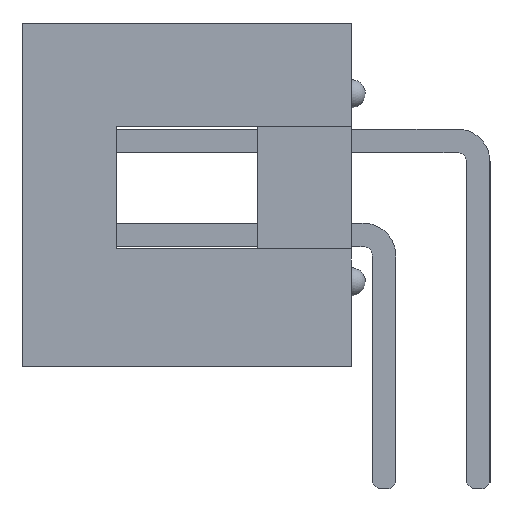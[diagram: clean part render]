
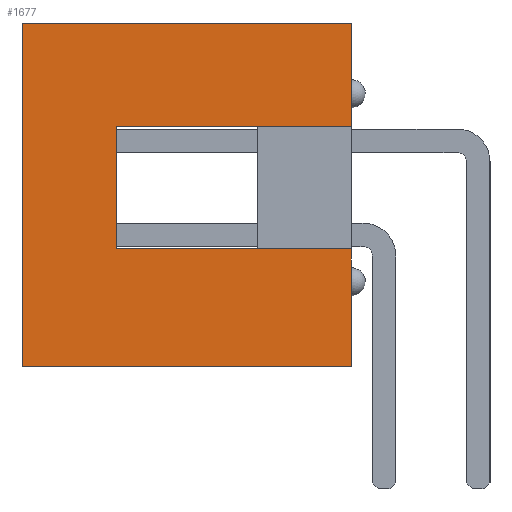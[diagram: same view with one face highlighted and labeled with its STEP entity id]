
A CAD part, left-side view. The second image highlights one B-rep face of the part: STEP entity #1677.
In plain terms, the highlighted planar face has unit normal (-1, 0, 0).
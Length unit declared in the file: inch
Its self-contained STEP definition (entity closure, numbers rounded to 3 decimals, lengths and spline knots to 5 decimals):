
#1677 = ADVANCED_FACE( '', ( #3789 ), #3790, .F. );
#3789 = FACE_OUTER_BOUND( '', #6361, .T. );
#3790 = PLANE( '', #6362 );
#6361 = EDGE_LOOP( '', ( #11372, #11373, #11374, #11375, #11376, #11377, #11378, #11379 ) );
#6362 = AXIS2_PLACEMENT_3D( '', #11380, #11381, #11382 );
#11372 = ORIENTED_EDGE( '', *, *, #18279, .F. );
#11373 = ORIENTED_EDGE( '', *, *, #18280, .F. );
#11374 = ORIENTED_EDGE( '', *, *, #18281, .F. );
#11375 = ORIENTED_EDGE( '', *, *, #18282, .F. );
#11376 = ORIENTED_EDGE( '', *, *, #18283, .T. );
#11377 = ORIENTED_EDGE( '', *, *, #16915, .T. );
#11378 = ORIENTED_EDGE( '', *, *, #18284, .F. );
#11379 = ORIENTED_EDGE( '', *, *, #16857, .F. );
#11380 = CARTESIAN_POINT( '', ( -1.325, 0., 0. ) );
#11381 = DIRECTION( '', ( 1., 0., 0. ) );
#11382 = DIRECTION( '', ( 0., 0., -1. ) );
#16857 = EDGE_CURVE( '', #20701, #20703, #20704, .T. );
#16915 = EDGE_CURVE( '', #20801, #20799, #20802, .T. );
#18279 = EDGE_CURVE( '', #22991, #20701, #22992, .T. );
#18280 = EDGE_CURVE( '', #22993, #22991, #22994, .T. );
#18281 = EDGE_CURVE( '', #22995, #22993, #22996, .T. );
#18282 = EDGE_CURVE( '', #22997, #22995, #22998, .T. );
#18283 = EDGE_CURVE( '', #22997, #20801, #22999, .T. );
#18284 = EDGE_CURVE( '', #20703, #20799, #23000, .T. );
#20701 = VERTEX_POINT( '', #26198 );
#20703 = VERTEX_POINT( '', #26201 );
#20704 = LINE( '', #26202, #26203 );
#20799 = VERTEX_POINT( '', #26336 );
#20801 = VERTEX_POINT( '', #26339 );
#20802 = LINE( '', #26340, #26341 );
#22991 = VERTEX_POINT( '', #29551 );
#22992 = LINE( '', #29552, #29553 );
#22993 = VERTEX_POINT( '', #29554 );
#22994 = LINE( '', #29555, #29556 );
#22995 = VERTEX_POINT( '', #29557 );
#22996 = LINE( '', #29558, #29559 );
#22997 = VERTEX_POINT( '', #29560 );
#22998 = LINE( '', #29561, #29562 );
#22999 = LINE( '', #29563, #29564 );
#23000 = LINE( '', #29565, #29566 );
#26198 = CARTESIAN_POINT( '', ( -1.325, 0.35, 0.175 ) );
#26201 = CARTESIAN_POINT( '', ( -1.325, 0., 0.175 ) );
#26202 = CARTESIAN_POINT( '', ( -1.325, 0.35, 0.175 ) );
#26203 = VECTOR( '', #32669, 39.37008 );
#26336 = CARTESIAN_POINT( '', ( -1.325, 0., 0.065 ) );
#26339 = CARTESIAN_POINT( '', ( -1.325, 0.25, 0.065 ) );
#26340 = CARTESIAN_POINT( '', ( -1.325, 0.25, 0.065 ) );
#26341 = VECTOR( '', #32733, 39.37008 );
#29551 = CARTESIAN_POINT( '', ( -1.325, 0.35, -0.19 ) );
#29552 = CARTESIAN_POINT( '', ( -1.325, 0.35, -0.19 ) );
#29553 = VECTOR( '', #34007, 39.37008 );
#29554 = CARTESIAN_POINT( '', ( -1.325, 0., -0.19 ) );
#29555 = CARTESIAN_POINT( '', ( -1.325, 0., -0.19 ) );
#29556 = VECTOR( '', #34008, 39.37008 );
#29557 = CARTESIAN_POINT( '', ( -1.325, 0., -0.065 ) );
#29558 = CARTESIAN_POINT( '', ( -1.325, 0., 0.175 ) );
#29559 = VECTOR( '', #34009, 39.37008 );
#29560 = CARTESIAN_POINT( '', ( -1.325, 0.25, -0.065 ) );
#29561 = CARTESIAN_POINT( '', ( -1.325, 0.25, -0.065 ) );
#29562 = VECTOR( '', #34010, 39.37008 );
#29563 = CARTESIAN_POINT( '', ( -1.325, 0.25, 0. ) );
#29564 = VECTOR( '', #34011, 39.37008 );
#29565 = CARTESIAN_POINT( '', ( -1.325, 0., 0.175 ) );
#29566 = VECTOR( '', #34012, 39.37008 );
#32669 = DIRECTION( '', ( 0., -1., 0. ) );
#32733 = DIRECTION( '', ( 0., -1., 0. ) );
#34007 = DIRECTION( '', ( 0., 0., 1. ) );
#34008 = DIRECTION( '', ( 0., 1., 0. ) );
#34009 = DIRECTION( '', ( 0., 0., -1. ) );
#34010 = DIRECTION( '', ( 0., -1., 0. ) );
#34011 = DIRECTION( '', ( 0., 0., 1. ) );
#34012 = DIRECTION( '', ( 0., 0., -1. ) );
